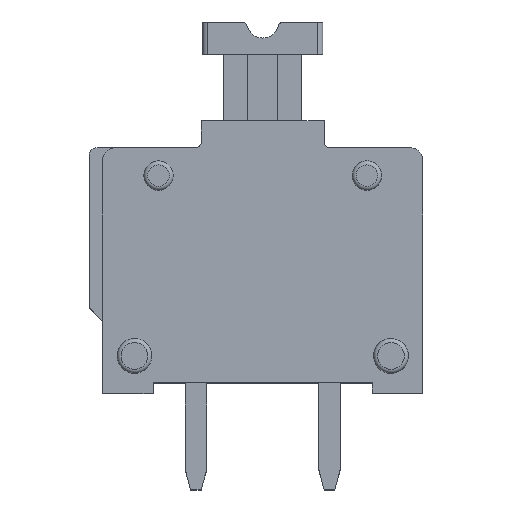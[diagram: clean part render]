
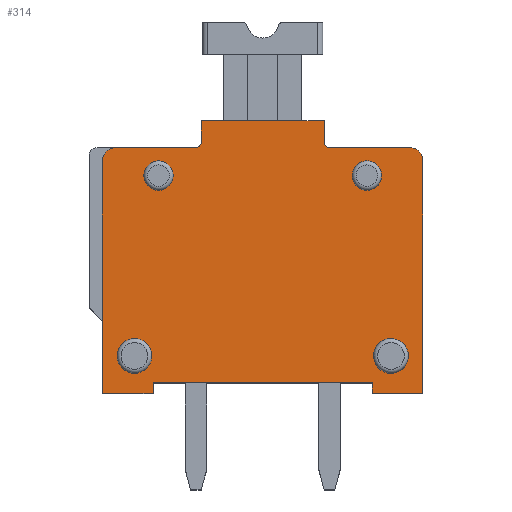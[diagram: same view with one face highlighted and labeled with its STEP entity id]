
A CAD part, top view. The second image highlights one B-rep face of the part: STEP entity #314.
In plain terms, the highlighted planar face has unit normal (0, 0, 1).
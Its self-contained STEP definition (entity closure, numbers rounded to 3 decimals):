
#314 = ADVANCED_FACE( '', ( #787, #788, #789, #790, #791 ), #792, .T. );
#787 = FACE_OUTER_BOUND( '', #1467, .T. );
#788 = FACE_BOUND( '', #1468, .T. );
#789 = FACE_BOUND( '', #1469, .T. );
#790 = FACE_BOUND( '', #1470, .T. );
#791 = FACE_BOUND( '', #1471, .T. );
#792 = PLANE( '', #1472 );
#1467 = EDGE_LOOP( '', ( #2181, #2182, #2183, #2184, #2185, #2186, #2187, #2188, #2189, #2190, #2191, #2192, #2193, #2194, #2195, #2196 ) );
#1468 = EDGE_LOOP( '', ( #2197 ) );
#1469 = EDGE_LOOP( '', ( #2198 ) );
#1470 = EDGE_LOOP( '', ( #2199 ) );
#1471 = EDGE_LOOP( '', ( #2200 ) );
#1472 = AXIS2_PLACEMENT_3D( '', #2201, #2202, #2203 );
#2181 = ORIENTED_EDGE( '', *, *, #4058, .T. );
#2182 = ORIENTED_EDGE( '', *, *, #4059, .T. );
#2183 = ORIENTED_EDGE( '', *, *, #4060, .F. );
#2184 = ORIENTED_EDGE( '', *, *, #4061, .F. );
#2185 = ORIENTED_EDGE( '', *, *, #4062, .F. );
#2186 = ORIENTED_EDGE( '', *, *, #4063, .T. );
#2187 = ORIENTED_EDGE( '', *, *, #4064, .F. );
#2188 = ORIENTED_EDGE( '', *, *, #4065, .F. );
#2189 = ORIENTED_EDGE( '', *, *, #4066, .T. );
#2190 = ORIENTED_EDGE( '', *, *, #4067, .T. );
#2191 = ORIENTED_EDGE( '', *, *, #4068, .T. );
#2192 = ORIENTED_EDGE( '', *, *, #4069, .T. );
#2193 = ORIENTED_EDGE( '', *, *, #4070, .T. );
#2194 = ORIENTED_EDGE( '', *, *, #4071, .F. );
#2195 = ORIENTED_EDGE( '', *, *, #4072, .T. );
#2196 = ORIENTED_EDGE( '', *, *, #4073, .F. );
#2197 = ORIENTED_EDGE( '', *, *, #4074, .F. );
#2198 = ORIENTED_EDGE( '', *, *, #4075, .F. );
#2199 = ORIENTED_EDGE( '', *, *, #4076, .F. );
#2200 = ORIENTED_EDGE( '', *, *, #4077, .F. );
#2201 = CARTESIAN_POINT( '', ( 5.954, 7.756, 3.5 ) );
#2202 = DIRECTION( '', ( 0., 0., 1. ) );
#2203 = DIRECTION( '', ( 1., 0., 0. ) );
#4058 = EDGE_CURVE( '', #4835, #4836, #4837, .T. );
#4059 = EDGE_CURVE( '', #4836, #4838, #4839, .T. );
#4060 = EDGE_CURVE( '', #4840, #4838, #4841, .T. );
#4061 = EDGE_CURVE( '', #4842, #4840, #4843, .T. );
#4062 = EDGE_CURVE( '', #4844, #4842, #4845, .T. );
#4063 = EDGE_CURVE( '', #4844, #4846, #4847, .T. );
#4064 = EDGE_CURVE( '', #4848, #4846, #4849, .T. );
#4065 = EDGE_CURVE( '', #4850, #4848, #4851, .T. );
#4066 = EDGE_CURVE( '', #4850, #4852, #4853, .T. );
#4067 = EDGE_CURVE( '', #4852, #4854, #4855, .T. );
#4068 = EDGE_CURVE( '', #4854, #4856, #4857, .T. );
#4069 = EDGE_CURVE( '', #4856, #4858, #4859, .T. );
#4070 = EDGE_CURVE( '', #4858, #4860, #4861, .T. );
#4071 = EDGE_CURVE( '', #4862, #4860, #4863, .T. );
#4072 = EDGE_CURVE( '', #4862, #4864, #4865, .T. );
#4073 = EDGE_CURVE( '', #4835, #4864, #4866, .T. );
#4074 = EDGE_CURVE( '', #4867, #4867, #4868, .T. );
#4075 = EDGE_CURVE( '', #4869, #4869, #4870, .T. );
#4076 = EDGE_CURVE( '', #4871, #4871, #4872, .T. );
#4077 = EDGE_CURVE( '', #4873, #4873, #4874, .T. );
#4835 = VERTEX_POINT( '', #5963 );
#4836 = VERTEX_POINT( '', #5964 );
#4837 = LINE( '', #5965, #5966 );
#4838 = VERTEX_POINT( '', #5967 );
#4839 = LINE( '', #5968, #5969 );
#4840 = VERTEX_POINT( '', #5970 );
#4841 = LINE( '', #5971, #5972 );
#4842 = VERTEX_POINT( '', #5973 );
#4843 = LINE( '', #5974, #5975 );
#4844 = VERTEX_POINT( '', #5976 );
#4845 = LINE( '', #5977, #5978 );
#4846 = VERTEX_POINT( '', #5979 );
#4847 = LINE( '', #5980, #5981 );
#4848 = VERTEX_POINT( '', #5982 );
#4849 = LINE( '', #5983, #5984 );
#4850 = VERTEX_POINT( '', #5985 );
#4851 = CIRCLE( '', #5986, 0.5 );
#4852 = VERTEX_POINT( '', #5987 );
#4853 = LINE( '', #5988, #5989 );
#4854 = VERTEX_POINT( '', #5990 );
#4855 = CIRCLE( '', #5991, 0.2 );
#4856 = VERTEX_POINT( '', #5992 );
#4857 = LINE( '', #5993, #5994 );
#4858 = VERTEX_POINT( '', #5995 );
#4859 = LINE( '', #5996, #5997 );
#4860 = VERTEX_POINT( '', #5998 );
#4861 = LINE( '', #5999, #6000 );
#4862 = VERTEX_POINT( '', #6001 );
#4863 = CIRCLE( '', #6002, 0.2 );
#4864 = VERTEX_POINT( '', #6003 );
#4865 = LINE( '', #6004, #6005 );
#4866 = CIRCLE( '', #6006, 0.5 );
#4867 = VERTEX_POINT( '', #6007 );
#4868 = CIRCLE( '', #6008, 0.65 );
#4869 = VERTEX_POINT( '', #6009 );
#4870 = CIRCLE( '', #6010, 0.55 );
#4871 = VERTEX_POINT( '', #6011 );
#4872 = CIRCLE( '', #6012, 0.65 );
#4873 = VERTEX_POINT( '', #6013 );
#4874 = CIRCLE( '', #6014, 0.55 );
#5963 = CARTESIAN_POINT( '', ( 0., 8.7, 3.5 ) );
#5964 = CARTESIAN_POINT( '', ( 0., 0., 3.5 ) );
#5965 = CARTESIAN_POINT( '', ( 0., 7.285, 3.5 ) );
#5966 = VECTOR( '', #7503, 1000. );
#5967 = CARTESIAN_POINT( '', ( 1.9, 0., 3.5 ) );
#5968 = CARTESIAN_POINT( '', ( 7.771, 0., 3.5 ) );
#5969 = VECTOR( '', #7504, 1000. );
#5970 = CARTESIAN_POINT( '', ( 1.9, 0.4, 3.5 ) );
#5971 = CARTESIAN_POINT( '', ( 1.9, 7.285, 3.5 ) );
#5972 = VECTOR( '', #7505, 1000. );
#5973 = CARTESIAN_POINT( '', ( 10.1, 0.4, 3.5 ) );
#5974 = CARTESIAN_POINT( '', ( 7.771, 0.4, 3.5 ) );
#5975 = VECTOR( '', #7506, 1000. );
#5976 = CARTESIAN_POINT( '', ( 10.1, 0., 3.5 ) );
#5977 = CARTESIAN_POINT( '', ( 10.1, 7.285, 3.5 ) );
#5978 = VECTOR( '', #7507, 1000. );
#5979 = CARTESIAN_POINT( '', ( 12., 0., 3.5 ) );
#5980 = CARTESIAN_POINT( '', ( 7.771, 0., 3.5 ) );
#5981 = VECTOR( '', #7508, 1000. );
#5982 = CARTESIAN_POINT( '', ( 12., 8.7, 3.5 ) );
#5983 = CARTESIAN_POINT( '', ( 12., 7.285, 3.5 ) );
#5984 = VECTOR( '', #7509, 1000. );
#5985 = CARTESIAN_POINT( '', ( 11.5, 9.2, 3.5 ) );
#5986 = AXIS2_PLACEMENT_3D( '', #7510, #7511, #7512 );
#5987 = CARTESIAN_POINT( '', ( 8.5, 9.2, 3.5 ) );
#5988 = CARTESIAN_POINT( '', ( 7.771, 9.2, 3.5 ) );
#5989 = VECTOR( '', #7513, 1000. );
#5990 = CARTESIAN_POINT( '', ( 8.3, 9.4, 3.5 ) );
#5991 = AXIS2_PLACEMENT_3D( '', #7514, #7515, #7516 );
#5992 = CARTESIAN_POINT( '', ( 8.3, 10.2, 3.5 ) );
#5993 = CARTESIAN_POINT( '', ( 8.3, 7.285, 3.5 ) );
#5994 = VECTOR( '', #7517, 1000. );
#5995 = CARTESIAN_POINT( '', ( 3.7, 10.2, 3.5 ) );
#5996 = CARTESIAN_POINT( '', ( 7.771, 10.2, 3.5 ) );
#5997 = VECTOR( '', #7518, 1000. );
#5998 = CARTESIAN_POINT( '', ( 3.7, 9.4, 3.5 ) );
#5999 = CARTESIAN_POINT( '', ( 3.7, 7.285, 3.5 ) );
#6000 = VECTOR( '', #7519, 1000. );
#6001 = CARTESIAN_POINT( '', ( 3.5, 9.2, 3.5 ) );
#6002 = AXIS2_PLACEMENT_3D( '', #7520, #7521, #7522 );
#6003 = CARTESIAN_POINT( '', ( 0.5, 9.2, 3.5 ) );
#6004 = CARTESIAN_POINT( '', ( 7.771, 9.2, 3.5 ) );
#6005 = VECTOR( '', #7523, 1000. );
#6006 = AXIS2_PLACEMENT_3D( '', #7524, #7525, #7526 );
#6007 = CARTESIAN_POINT( '', ( 1.85, 1.4, 3.5 ) );
#6008 = AXIS2_PLACEMENT_3D( '', #7527, #7528, #7529 );
#6009 = CARTESIAN_POINT( '', ( 2.65, 8.15, 3.5 ) );
#6010 = AXIS2_PLACEMENT_3D( '', #7530, #7531, #7532 );
#6011 = CARTESIAN_POINT( '', ( 11.45, 1.4, 3.5 ) );
#6012 = AXIS2_PLACEMENT_3D( '', #7533, #7534, #7535 );
#6013 = CARTESIAN_POINT( '', ( 10.45, 8.15, 3.5 ) );
#6014 = AXIS2_PLACEMENT_3D( '', #7536, #7537, #7538 );
#7503 = DIRECTION( '', ( 0., -1., 0. ) );
#7504 = DIRECTION( '', ( 1., 0., 0. ) );
#7505 = DIRECTION( '', ( 0., -1., 0. ) );
#7506 = DIRECTION( '', ( -1., 0., 0. ) );
#7507 = DIRECTION( '', ( 0., 1., 0. ) );
#7508 = DIRECTION( '', ( 1., 0., 0. ) );
#7509 = DIRECTION( '', ( 0., -1., 0. ) );
#7510 = CARTESIAN_POINT( '', ( 11.5, 8.7, 3.5 ) );
#7511 = DIRECTION( '', ( 0., 0., -1. ) );
#7512 = DIRECTION( '', ( -1., 0., 0. ) );
#7513 = DIRECTION( '', ( -1., 0., 0. ) );
#7514 = CARTESIAN_POINT( '', ( 8.5, 9.4, 3.5 ) );
#7515 = DIRECTION( '', ( 0., 0., -1. ) );
#7516 = DIRECTION( '', ( -1., 0., 0. ) );
#7517 = DIRECTION( '', ( 0., 1., 0. ) );
#7518 = DIRECTION( '', ( -1., 0., 0. ) );
#7519 = DIRECTION( '', ( 0., -1., 0. ) );
#7520 = CARTESIAN_POINT( '', ( 3.5, 9.4, 3.5 ) );
#7521 = DIRECTION( '', ( 0., 0., 1. ) );
#7522 = DIRECTION( '', ( 1., 0., 0. ) );
#7523 = DIRECTION( '', ( -1., 0., 0. ) );
#7524 = CARTESIAN_POINT( '', ( 0.5, 8.7, 3.5 ) );
#7525 = DIRECTION( '', ( 0., 0., -1. ) );
#7526 = DIRECTION( '', ( -1., 0., 0. ) );
#7527 = CARTESIAN_POINT( '', ( 1.2, 1.4, 3.5 ) );
#7528 = DIRECTION( '', ( 0., 0., 1. ) );
#7529 = DIRECTION( '', ( 1., 0., 0. ) );
#7530 = CARTESIAN_POINT( '', ( 2.1, 8.15, 3.5 ) );
#7531 = DIRECTION( '', ( 0., 0., 1. ) );
#7532 = DIRECTION( '', ( 1., 0., 0. ) );
#7533 = CARTESIAN_POINT( '', ( 10.8, 1.4, 3.5 ) );
#7534 = DIRECTION( '', ( 0., 0., 1. ) );
#7535 = DIRECTION( '', ( 1., 0., 0. ) );
#7536 = CARTESIAN_POINT( '', ( 9.9, 8.15, 3.5 ) );
#7537 = DIRECTION( '', ( 0., 0., 1. ) );
#7538 = DIRECTION( '', ( 1., 0., 0. ) );
